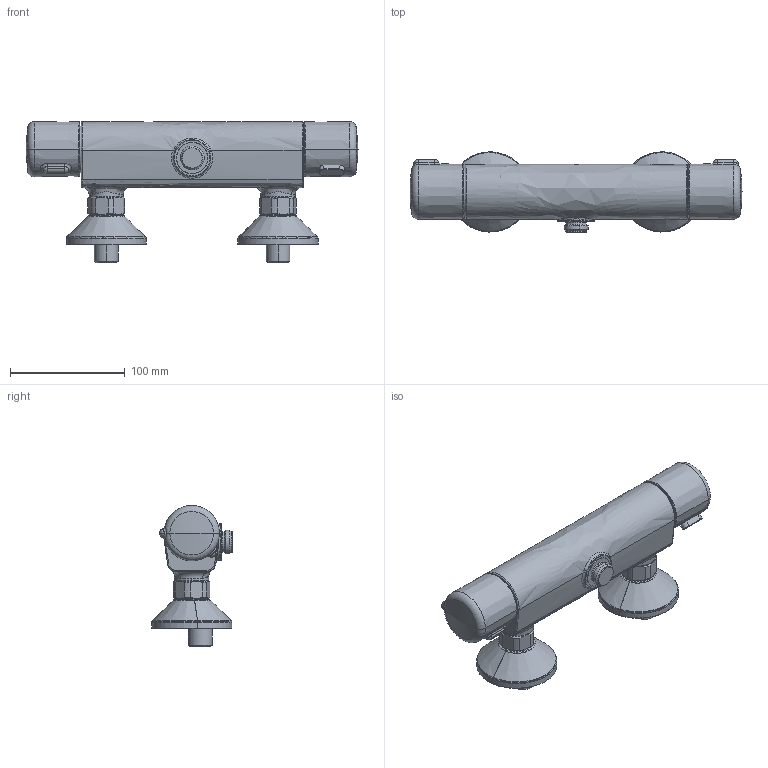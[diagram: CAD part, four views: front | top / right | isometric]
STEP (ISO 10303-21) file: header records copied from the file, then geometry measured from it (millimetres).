
FILE_DESCRIPTION (( 'STEP AP203' ), '1' );
FILE_NAME ('581501710006(2022)+581501710007(2022)+581501710009(2022).STEP', '2022-02-24T13:08:18', ( '' ), ( '' ), 'SwSTEP 2.0', 'SolidWorks 2016', '' );
FILE_SCHEMA (( 'CONFIG_CONTROL_DESIGN' ));
Length unit declared in the file: millimetre
Products named in the file (1): 581501710006(2022)+581501710007(2022)+581501710009(2022)
Bounding box: 289.8 x 70.19 x 123.08 mm (x, y, z)
Volume: 706064.1 mm3; surface area: 89217.7 mm2
Topology: 1 solids, 1 shells, 269 faces, 619 edges, 370 vertices
Faces by surface type: cylinder 64, cone 60, bspline 58, plane 47, torus 26, sphere 14
Entity records: 14875 total; most frequent: CARTESIAN_POINT 9168, ORIENTED_EDGE 1230, DIRECTION 1109, EDGE_CURVE 615, AXIS2_PLACEMENT_3D 494, VERTEX_POINT 368, EDGE_LOOP 289, CIRCLE 282
